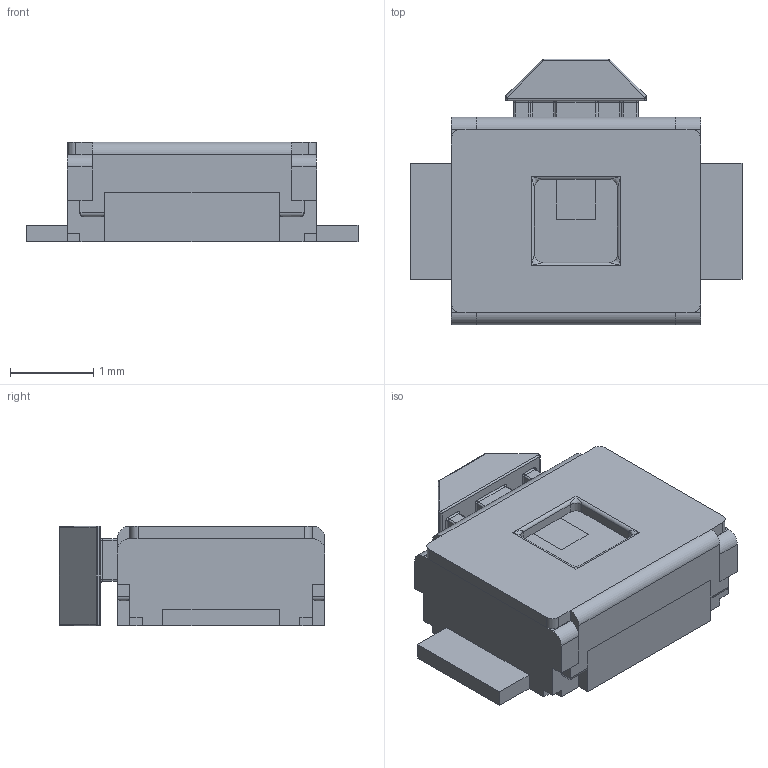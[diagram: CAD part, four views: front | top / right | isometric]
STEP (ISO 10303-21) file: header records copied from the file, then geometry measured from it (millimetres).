
FILE_DESCRIPTION(/* description */ ('model of SW_SPST_B3U-3000P'),/* implementation_level */ '2;1');
FILE_NAME(/* name */ 'SW_SPST_B3U-3000P.step',/* time_stamp */ '2020-10-28T17:48:01',/* author */ ('kicad StepUp','ksu'),/* organization */ ('FreeCAD'),/* preprocessor_version */ 'OCC',/* originating_system */ 'kicad StepUp',/* authorisation */ '');
FILE_SCHEMA(('AUTOMOTIVE_DESIGN { 1 0 10303 214 1 1 1 1 }'));
Length unit declared in the file: millimetre
Products named in the file (1): SW_SPST_B3U_3000P
Bounding box: 4 x 3.2 x 1.2 mm (x, y, z)
Volume: 9.9 mm3; surface area: 37.1 mm2
Topology: 1 solids, 1 shells, 200 faces, 506 edges, 290 vertices
Faces by surface type: plane 96, cylinder 76, sphere 16, torus 8, bspline 4
Entity records: 7612 total; most frequent: CARTESIAN_POINT 1485, DIRECTION 1008, ORIENTED_EDGE 972, EDGE_CURVE 486, LINE 342, VECTOR 342, AXIS2_PLACEMENT_3D 333, VERTEX_POINT 290
